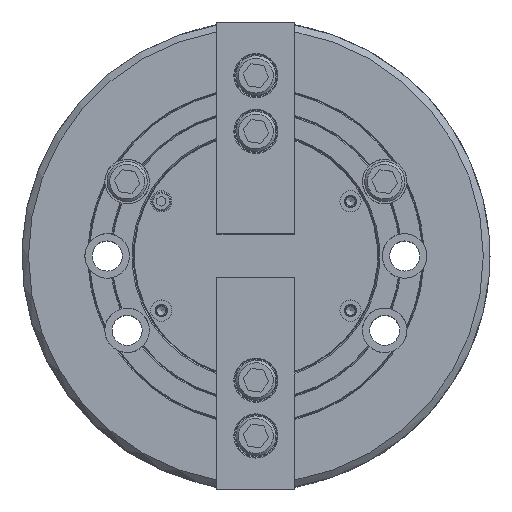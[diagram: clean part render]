
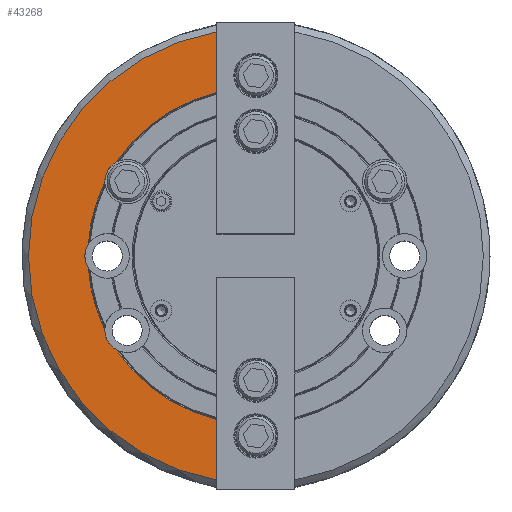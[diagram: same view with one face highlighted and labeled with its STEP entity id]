
A CAD part, top view. The second image highlights one B-rep face of the part: STEP entity #43268.
In plain terms, the highlighted planar face has unit normal (0, 0, 1).
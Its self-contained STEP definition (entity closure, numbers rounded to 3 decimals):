
#1429=CIRCLE('',#46050,102.);
#1479=CIRCLE('',#46131,10.);
#1485=CIRCLE('',#46140,10.);
#1508=CIRCLE('',#46175,10.);
#1552=CIRCLE('',#46245,75.4);
#1556=CIRCLE('',#46254,75.4);
#1557=CIRCLE('',#46255,75.4);
#1558=CIRCLE('',#46256,75.4);
#6016=ORIENTED_EDGE('',*,*,#17061,.T.);
#6017=ORIENTED_EDGE('',*,*,#16868,.T.);
#6018=ORIENTED_EDGE('',*,*,#17008,.F.);
#6019=ORIENTED_EDGE('',*,*,#17099,.T.);
#6020=ORIENTED_EDGE('',*,*,#16988,.T.);
#6021=ORIENTED_EDGE('',*,*,#17103,.T.);
#6022=ORIENTED_EDGE('',*,*,#16943,.T.);
#6023=ORIENTED_EDGE('',*,*,#17104,.T.);
#6024=ORIENTED_EDGE('',*,*,#16929,.T.);
#6025=ORIENTED_EDGE('',*,*,#17105,.T.);
#16868=EDGE_CURVE('',#22775,#22773,#1429,.T.);
#16929=EDGE_CURVE('',#22839,#22838,#1479,.T.);
#16943=EDGE_CURVE('',#22853,#22852,#1485,.T.);
#16988=EDGE_CURVE('',#22898,#22896,#1508,.T.);
#17008=EDGE_CURVE('',#22914,#22773,#27313,.T.);
#17061=EDGE_CURVE('',#22938,#22775,#27348,.T.);
#17099=EDGE_CURVE('',#22914,#22898,#1552,.T.);
#17103=EDGE_CURVE('',#22896,#22853,#1556,.T.);
#17104=EDGE_CURVE('',#22852,#22839,#1557,.T.);
#17105=EDGE_CURVE('',#22838,#22938,#1558,.T.);
#22773=VERTEX_POINT('',#64779);
#22775=VERTEX_POINT('',#64782);
#22838=VERTEX_POINT('',#64969);
#22839=VERTEX_POINT('',#64971);
#22852=VERTEX_POINT('',#65024);
#22853=VERTEX_POINT('',#65026);
#22896=VERTEX_POINT('',#65191);
#22898=VERTEX_POINT('',#65194);
#22914=VERTEX_POINT('',#65252);
#22938=VERTEX_POINT('',#65342);
#27313=LINE('',#65253,#32269);
#27348=LINE('',#65341,#32304);
#32269=VECTOR('',#52376,1000.);
#32304=VECTOR('',#52471,1000.);
#36627=EDGE_LOOP('',(#6016,#6017,#6018,#6019,#6020,#6021,#6022,#6023,#6024,
#6025));
#39196=FACE_BOUND('',#36627,.T.);
#41439=PLANE('',#46253);
#43268=ADVANCED_FACE('',(#39196),#41439,.F.);
#46050=AXIS2_PLACEMENT_3D('',#64781,#52101,#52102);
#46131=AXIS2_PLACEMENT_3D('',#64970,#52263,#52264);
#46140=AXIS2_PLACEMENT_3D('',#65025,#52281,#52282);
#46175=AXIS2_PLACEMENT_3D('',#65193,#52351,#52352);
#46245=AXIS2_PLACEMENT_3D('',#65405,#52551,#52552);
#46253=AXIS2_PLACEMENT_3D('',#65414,#52567,#52568);
#46254=AXIS2_PLACEMENT_3D('',#65415,#52569,#52570);
#46255=AXIS2_PLACEMENT_3D('',#65416,#52571,#52572);
#46256=AXIS2_PLACEMENT_3D('',#65417,#52573,#52574);
#52101=DIRECTION('',(0.,0.,1.));
#52102=DIRECTION('',(-1.,0.,0.));
#52263=DIRECTION('',(0.,0.,-1.));
#52264=DIRECTION('',(1.,0.,0.));
#52281=DIRECTION('',(0.,0.,-1.));
#52282=DIRECTION('',(1.,0.,0.));
#52351=DIRECTION('',(0.,0.,-1.));
#52352=DIRECTION('',(-1.,0.,0.));
#52376=DIRECTION('',(0.,-1.,0.));
#52471=DIRECTION('',(0.,1.,0.));
#52551=DIRECTION('',(0.,0.,-1.));
#52552=DIRECTION('',(-1.,0.,0.));
#52567=DIRECTION('',(0.,0.,-1.));
#52568=DIRECTION('',(-1.,0.,0.));
#52569=DIRECTION('',(0.,0.,-1.));
#52570=DIRECTION('',(-1.,0.,0.));
#52571=DIRECTION('',(0.,0.,-1.));
#52572=DIRECTION('',(-1.,0.,0.));
#52573=DIRECTION('',(0.,0.,-1.));
#52574=DIRECTION('',(-1.,0.,0.));
#64779=CARTESIAN_POINT('',(-17.5,-100.488,0.));
#64781=CARTESIAN_POINT('',(0.,0.,0.));
#64782=CARTESIAN_POINT('',(-17.5,100.488,0.));
#64969=CARTESIAN_POINT('',(-62.521,42.146,0.));
#64970=CARTESIAN_POINT('',(-57.764,33.35,0.));
#64971=CARTESIAN_POINT('',(-67.76,33.072,0.));
#65024=CARTESIAN_POINT('',(-75.218,5.239,0.));
#65025=CARTESIAN_POINT('',(-66.7,0.,0.));
#65026=CARTESIAN_POINT('',(-75.218,-5.239,0.));
#65191=CARTESIAN_POINT('',(-67.76,-33.072,0.));
#65193=CARTESIAN_POINT('',(-57.764,-33.35,0.));
#65194=CARTESIAN_POINT('',(-62.521,-42.146,0.));
#65252=CARTESIAN_POINT('',(-17.5,-73.341,0.));
#65253=CARTESIAN_POINT('',(-17.5,-30.,0.));
#65341=CARTESIAN_POINT('',(-17.5,30.,0.));
#65342=CARTESIAN_POINT('',(-17.5,73.341,0.));
#65405=CARTESIAN_POINT('',(0.,0.,0.));
#65414=CARTESIAN_POINT('',(55.,0.,0.));
#65415=CARTESIAN_POINT('',(0.,0.,0.));
#65416=CARTESIAN_POINT('',(0.,0.,0.));
#65417=CARTESIAN_POINT('',(0.,0.,0.));
